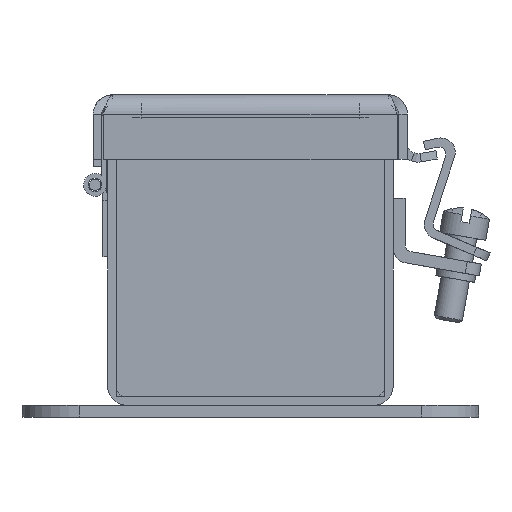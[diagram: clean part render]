
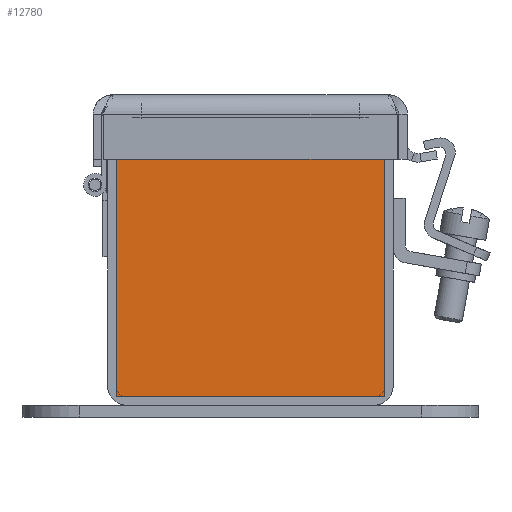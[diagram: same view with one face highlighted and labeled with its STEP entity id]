
A CAD part, left-side view. The second image highlights one B-rep face of the part: STEP entity #12780.
In plain terms, the highlighted planar face has unit normal (-1, 0, 0).
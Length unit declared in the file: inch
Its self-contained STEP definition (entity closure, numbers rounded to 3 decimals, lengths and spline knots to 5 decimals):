
#327 = EDGE_CURVE ( 'NONE', #17200, #11335, #16547, .T. ) ;
#393 = LINE ( 'NONE', #21260, #10839 ) ;
#990 = ORIENTED_EDGE ( 'NONE', *, *, #21438, .F. ) ;
#1032 = VERTEX_POINT ( 'NONE', #21520 ) ;
#1848 = DIRECTION ( 'NONE',  ( 0., -1., 0. ) ) ;
#2171 = CARTESIAN_POINT ( 'NONE',  ( -12., -1.176, 1.176 ) ) ;
#2186 = LINE ( 'NONE', #25487, #28189 ) ;
#2546 = CARTESIAN_POINT ( 'NONE',  ( -12., 1.176, -1.176 ) ) ;
#2619 = CARTESIAN_POINT ( 'NONE',  ( -12., -0.6777, 1.08205 ) ) ;
#2629 = LINE ( 'NONE', #28669, #23079 ) ;
#2681 = CARTESIAN_POINT ( 'NONE',  ( -12., 1.176, 1.176 ) ) ;
#3308 = EDGE_CURVE ( 'NONE', #12136, #17200, #25730, .T. ) ;
#3476 = CARTESIAN_POINT ( 'NONE',  ( -12., 1.176, 1.176 ) ) ;
#3689 = CARTESIAN_POINT ( 'NONE',  ( -12., 0., 0. ) ) ;
#4938 = DIRECTION ( 'NONE',  ( 0., 0., -1. ) ) ;
#5103 = CARTESIAN_POINT ( 'NONE',  ( -12., 0.6775, 1.08225 ) ) ;
#5188 = EDGE_CURVE ( 'NONE', #12207, #14217, #25882, .T. ) ;
#5277 = VERTEX_POINT ( 'NONE', #24056 ) ;
#5794 = ORIENTED_EDGE ( 'NONE', *, *, #9852, .F. ) ;
#5817 = ORIENTED_EDGE ( 'NONE', *, *, #21072, .F. ) ;
#5968 = LINE ( 'NONE', #13351, #6599 ) ;
#6409 = VECTOR ( 'NONE', #13100, 39.37008 ) ;
#6463 = LINE ( 'NONE', #22527, #6409 ) ;
#6506 = DIRECTION ( 'NONE',  ( 0., -1., 0. ) ) ;
#6599 = VECTOR ( 'NONE', #19761, 39.37008 ) ;
#6759 = AXIS2_PLACEMENT_3D ( 'NONE', #3689, #13105, #15786 ) ;
#6934 = DIRECTION ( 'NONE',  ( 0., 1., 0. ) ) ;
#7084 = CARTESIAN_POINT ( 'NONE',  ( -12., 1.176, -1.176 ) ) ;
#7437 = DIRECTION ( 'NONE',  ( 0., 0., -1. ) ) ;
#8081 = ORIENTED_EDGE ( 'NONE', *, *, #327, .F. ) ;
#9423 = CARTESIAN_POINT ( 'NONE',  ( -12., 0., 1.08205 ) ) ;
#9852 = EDGE_CURVE ( 'NONE', #11335, #14111, #22865, .T. ) ;
#10493 = LINE ( 'NONE', #28635, #17196 ) ;
#10839 = VECTOR ( 'NONE', #12106, 39.37008 ) ;
#11091 = VECTOR ( 'NONE', #6506, 39.37008 ) ;
#11335 = VERTEX_POINT ( 'NONE', #2681 ) ;
#11503 = CARTESIAN_POINT ( 'NONE',  ( -12., -1.176, -1.176 ) ) ;
#11727 = VERTEX_POINT ( 'NONE', #27409 ) ;
#12106 = DIRECTION ( 'NONE',  ( 0., 0., 1. ) ) ;
#12136 = VERTEX_POINT ( 'NONE', #11503 ) ;
#12207 = VERTEX_POINT ( 'NONE', #14247 ) ;
#12780 = ADVANCED_FACE ( 'NONE', ( #28505 ), #26504, .F. ) ;
#12885 = DIRECTION ( 'NONE',  ( 0., 0., 1. ) ) ;
#13100 = DIRECTION ( 'NONE',  ( 0., -1., 0. ) ) ;
#13105 = DIRECTION ( 'NONE',  ( 1., 0., 0. ) ) ;
#13351 = CARTESIAN_POINT ( 'NONE',  ( -12., -1.176, -1.176 ) ) ;
#13430 = VERTEX_POINT ( 'NONE', #2619 ) ;
#14087 = ORIENTED_EDGE ( 'NONE', *, *, #3308, .F. ) ;
#14111 = VERTEX_POINT ( 'NONE', #26447 ) ;
#14122 = ORIENTED_EDGE ( 'NONE', *, *, #5188, .F. ) ;
#14217 = VERTEX_POINT ( 'NONE', #27327 ) ;
#14247 = CARTESIAN_POINT ( 'NONE',  ( -12., -0.6775, 1.08225 ) ) ;
#14673 = EDGE_CURVE ( 'NONE', #17316, #23968, #10493, .T. ) ;
#14863 = ORIENTED_EDGE ( 'NONE', *, *, #26100, .F. ) ;
#14916 = CARTESIAN_POINT ( 'NONE',  ( -12., 0.6775, 1.08205 ) ) ;
#15142 = ORIENTED_EDGE ( 'NONE', *, *, #22519, .F. ) ;
#15786 = DIRECTION ( 'NONE',  ( 0., 1., 0. ) ) ;
#16149 = DIRECTION ( 'NONE',  ( 0., -1., 0. ) ) ;
#16369 = ORIENTED_EDGE ( 'NONE', *, *, #25311, .F. ) ;
#16547 = LINE ( 'NONE', #3476, #24623 ) ;
#16639 = VECTOR ( 'NONE', #16149, 39.37008 ) ;
#17068 = EDGE_LOOP ( 'NONE', ( #990, #14122, #5817, #29147, #15142, #19711, #5794, #8081, #14087, #14863, #16369, #25619 ) ) ;
#17196 = VECTOR ( 'NONE', #28781, 39.37008 ) ;
#17200 = VERTEX_POINT ( 'NONE', #2546 ) ;
#17280 = EDGE_CURVE ( 'NONE', #11727, #13430, #2629, .T. ) ;
#17316 = VERTEX_POINT ( 'NONE', #14916 ) ;
#17761 = VECTOR ( 'NONE', #6934, 39.37008 ) ;
#18452 = CARTESIAN_POINT ( 'NONE',  ( -12., 0., 1.08225 ) ) ;
#19711 = ORIENTED_EDGE ( 'NONE', *, *, #20844, .T. ) ;
#19761 = DIRECTION ( 'NONE',  ( 0., 0., -1. ) ) ;
#20844 = EDGE_CURVE ( 'NONE', #1032, #14111, #393, .T. ) ;
#21072 = EDGE_CURVE ( 'NONE', #23968, #12207, #27760, .T. ) ;
#21260 = CARTESIAN_POINT ( 'NONE',  ( -12., 0.6777, 1.08205 ) ) ;
#21438 = EDGE_CURVE ( 'NONE', #14217, #13430, #27873, .T. ) ;
#21520 = CARTESIAN_POINT ( 'NONE',  ( -12., 0.6777, 1.08205 ) ) ;
#21523 = VECTOR ( 'NONE', #4938, 39.37008 ) ;
#22519 = EDGE_CURVE ( 'NONE', #1032, #17316, #6463, .T. ) ;
#22527 = CARTESIAN_POINT ( 'NONE',  ( -12., 0., 1.08205 ) ) ;
#22865 = LINE ( 'NONE', #2171, #11091 ) ;
#23079 = VECTOR ( 'NONE', #7437, 39.37008 ) ;
#23968 = VERTEX_POINT ( 'NONE', #5103 ) ;
#24056 = CARTESIAN_POINT ( 'NONE',  ( -12., -1.176, 1.176 ) ) ;
#24623 = VECTOR ( 'NONE', #12885, 39.37008 ) ;
#25311 = EDGE_CURVE ( 'NONE', #11727, #5277, #2186, .T. ) ;
#25487 = CARTESIAN_POINT ( 'NONE',  ( -12., -1.176, 1.176 ) ) ;
#25619 = ORIENTED_EDGE ( 'NONE', *, *, #17280, .T. ) ;
#25730 = LINE ( 'NONE', #7084, #17761 ) ;
#25882 = LINE ( 'NONE', #30187, #21523 ) ;
#26100 = EDGE_CURVE ( 'NONE', #5277, #12136, #5968, .T. ) ;
#26424 = VECTOR ( 'NONE', #1848, 39.37008 ) ;
#26447 = CARTESIAN_POINT ( 'NONE',  ( -12., 0.6777, 1.176 ) ) ;
#26504 = PLANE ( 'NONE',  #6759 ) ;
#27327 = CARTESIAN_POINT ( 'NONE',  ( -12., -0.6775, 1.08205 ) ) ;
#27409 = CARTESIAN_POINT ( 'NONE',  ( -12., -0.6777, 1.176 ) ) ;
#27760 = LINE ( 'NONE', #18452, #16639 ) ;
#27873 = LINE ( 'NONE', #9423, #26424 ) ;
#28189 = VECTOR ( 'NONE', #30087, 39.37008 ) ;
#28505 = FACE_OUTER_BOUND ( 'NONE', #17068, .T. ) ;
#28635 = CARTESIAN_POINT ( 'NONE',  ( -12., 0.6775, 0. ) ) ;
#28669 = CARTESIAN_POINT ( 'NONE',  ( -12., -0.6777, 1.176 ) ) ;
#28781 = DIRECTION ( 'NONE',  ( 0., 0., 1. ) ) ;
#29147 = ORIENTED_EDGE ( 'NONE', *, *, #14673, .F. ) ;
#30087 = DIRECTION ( 'NONE',  ( 0., -1., 0. ) ) ;
#30187 = CARTESIAN_POINT ( 'NONE',  ( -12., -0.6775, 0. ) ) ;
